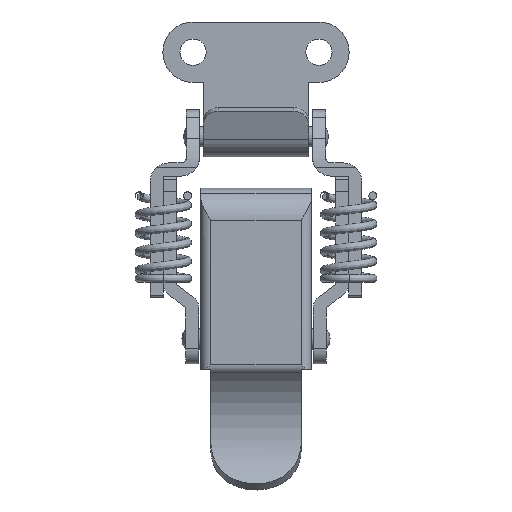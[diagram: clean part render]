
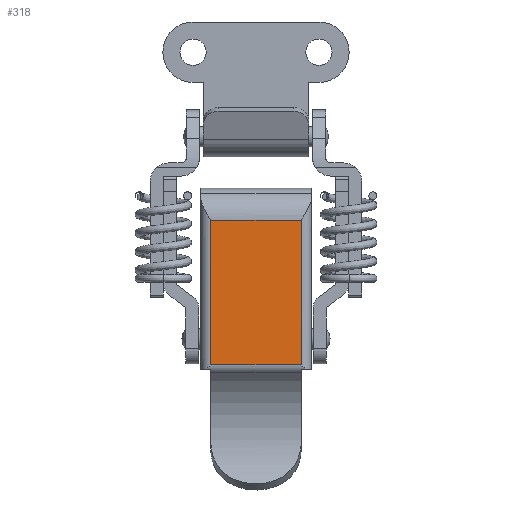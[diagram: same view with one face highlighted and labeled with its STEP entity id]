
A CAD part, front view. The second image highlights one B-rep face of the part: STEP entity #318.
In plain terms, the highlighted planar face has unit normal (0, -1, 0).
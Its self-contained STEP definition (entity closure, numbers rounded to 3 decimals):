
#318=ADVANCED_FACE('',(#982),#981,.T.);
#981=PLANE('',#2912);
#982=FACE_OUTER_BOUND('',#2913,.T.);
#2909=CARTESIAN_POINT('',(-10.8,-6.935,-3.537));
#2910=DIRECTION('',(0.,-1.,0.));
#2911=DIRECTION('',(0.,0.,-1.));
#2912=AXIS2_PLACEMENT_3D('',#2909,#2910,#2911);
#2913=EDGE_LOOP('',(#4862,#4863,#4864,#4865));
#4862=ORIENTED_EDGE('',*,*,#5913,.T.);
#4863=ORIENTED_EDGE('',*,*,#5914,.T.);
#4864=ORIENTED_EDGE('',*,*,#5915,.T.);
#4865=ORIENTED_EDGE('',*,*,#5916,.T.);
#5913=EDGE_CURVE('',#7347,#7348,#7349,.T.);
#5914=EDGE_CURVE('',#7348,#7355,#7356,.T.);
#5915=EDGE_CURVE('',#7355,#7362,#7363,.T.);
#5916=EDGE_CURVE('',#7362,#7347,#7369,.T.);
#7347=VERTEX_POINT('',#10864);
#7348=VERTEX_POINT('',#10865);
#7349=LINE('',#10866,#10867);
#7355=VERTEX_POINT('',#10869);
#7356=LINE('',#10870,#10871);
#7362=VERTEX_POINT('',#10873);
#7363=LINE('',#10874,#10875);
#7369=LINE('',#10877,#10878);
#10864=CARTESIAN_POINT('',(-9.,-6.935,-6.402));
#10865=CARTESIAN_POINT('',(-9.,-6.935,-35.044));
#10866=CARTESIAN_POINT('',(-9.,-6.935,-6.402));
#10867=VECTOR('',#10868,28.643);
#10868=DIRECTION('',(0.,0.,-1.));
#10869=CARTESIAN_POINT('',(9.,-6.935,-35.044));
#10870=CARTESIAN_POINT('',(-9.,-6.935,-35.044));
#10871=VECTOR('',#10872,18.);
#10872=DIRECTION('',(1.,0.,0.));
#10873=CARTESIAN_POINT('',(9.,-6.935,-6.402));
#10874=CARTESIAN_POINT('',(9.,-6.935,-35.044));
#10875=VECTOR('',#10876,28.643);
#10876=DIRECTION('',(0.,0.,1.));
#10877=CARTESIAN_POINT('',(9.,-6.935,-6.402));
#10878=VECTOR('',#10879,18.);
#10879=DIRECTION('',(-1.,0.,0.));
